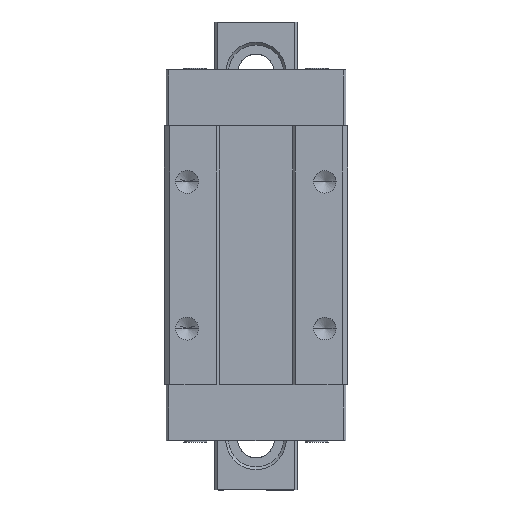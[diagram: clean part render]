
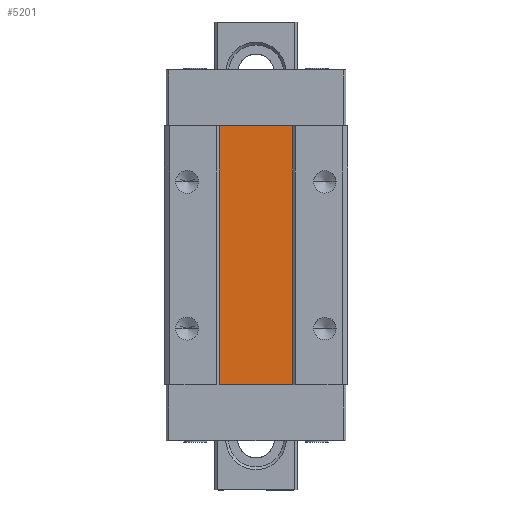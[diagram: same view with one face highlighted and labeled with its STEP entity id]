
A CAD part, top view. The second image highlights one B-rep face of the part: STEP entity #5201.
In plain terms, the highlighted planar face has unit normal (0, 0, 1).
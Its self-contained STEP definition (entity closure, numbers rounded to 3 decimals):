
#18 = VERTEX_POINT ( 'NONE', #3145 ) ;
#77 = ORIENTED_EDGE ( 'NONE', *, *, #2569, .F. ) ;
#191 = DIRECTION ( 'NONE',  ( 0., 0., -1. ) ) ;
#474 = CARTESIAN_POINT ( 'NONE',  ( -4., 28.2, 3.6 ) ) ;
#602 = LINE ( 'NONE', #6175, #6053 ) ;
#831 = CARTESIAN_POINT ( 'NONE',  ( -4., 28.2, 3.6 ) ) ;
#1118 = LINE ( 'NONE', #474, #4560 ) ;
#1421 = CARTESIAN_POINT ( 'NONE',  ( -4., 28.2, 3.6 ) ) ;
#1444 = EDGE_CURVE ( 'NONE', #18, #5717, #602, .T. ) ;
#1456 = FACE_OUTER_BOUND ( 'NONE', #4279, .T. ) ;
#1467 = PLANE ( 'NONE',  #2577 ) ;
#1540 = VECTOR ( 'NONE', #2545, 1000. ) ;
#1761 = ORIENTED_EDGE ( 'NONE', *, *, #1444, .F. ) ;
#2545 = DIRECTION ( 'NONE',  ( -1., 0., 0. ) ) ;
#2569 = EDGE_CURVE ( 'NONE', #3290, #5928, #1118, .T. ) ;
#2577 = AXIS2_PLACEMENT_3D ( 'NONE', #831, #191, #5749 ) ;
#2771 = CARTESIAN_POINT ( 'NONE',  ( 4., 0., 3.6 ) ) ;
#2854 = DIRECTION ( 'NONE',  ( -1., 0., 0. ) ) ;
#3145 = CARTESIAN_POINT ( 'NONE',  ( 4., 28.2, 3.6 ) ) ;
#3193 = CARTESIAN_POINT ( 'NONE',  ( -10.3, 28.2, 3.6 ) ) ;
#3290 = VERTEX_POINT ( 'NONE', #5653 ) ;
#3481 = CARTESIAN_POINT ( 'NONE',  ( -10.3, 0., 3.6 ) ) ;
#3822 = LINE ( 'NONE', #3193, #1540 ) ;
#4122 = LINE ( 'NONE', #3481, #5491 ) ;
#4279 = EDGE_LOOP ( 'NONE', ( #1761, #5197, #77, #4434 ) ) ;
#4434 = ORIENTED_EDGE ( 'NONE', *, *, #5471, .F. ) ;
#4560 = VECTOR ( 'NONE', #6041, 1000. ) ;
#5197 = ORIENTED_EDGE ( 'NONE', *, *, #5515, .T. ) ;
#5201 = ADVANCED_FACE ( 'NONE', ( #1456 ), #1467, .F. ) ;
#5471 = EDGE_CURVE ( 'NONE', #5717, #3290, #4122, .T. ) ;
#5491 = VECTOR ( 'NONE', #2854, 1000. ) ;
#5515 = EDGE_CURVE ( 'NONE', #18, #5928, #3822, .T. ) ;
#5529 = DIRECTION ( 'NONE',  ( 0., -1., 0. ) ) ;
#5653 = CARTESIAN_POINT ( 'NONE',  ( -4., 0., 3.6 ) ) ;
#5717 = VERTEX_POINT ( 'NONE', #2771 ) ;
#5749 = DIRECTION ( 'NONE',  ( -1., 0., 0. ) ) ;
#5928 = VERTEX_POINT ( 'NONE', #1421 ) ;
#6041 = DIRECTION ( 'NONE',  ( 0., 1., 0. ) ) ;
#6053 = VECTOR ( 'NONE', #5529, 1000. ) ;
#6175 = CARTESIAN_POINT ( 'NONE',  ( 4., 28.2, 3.6 ) ) ;
